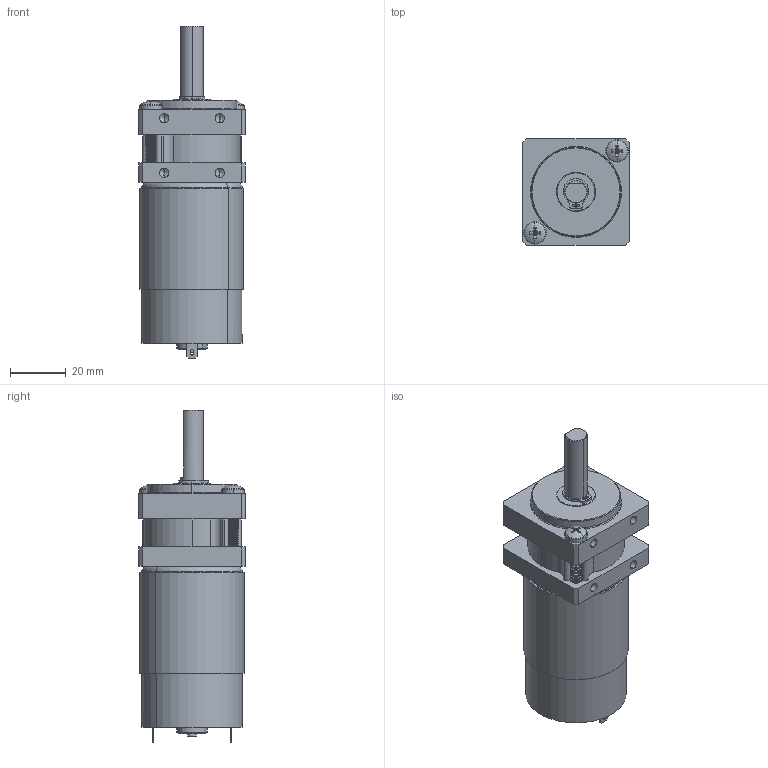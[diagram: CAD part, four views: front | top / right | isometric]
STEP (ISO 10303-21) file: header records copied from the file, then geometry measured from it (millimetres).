
FILE_DESCRIPTION (( 'STEP AP203' ), '1' );
FILE_NAME ('Orbit500_4X_MotorRS555_Step.STEP', '2018-10-22T20:10:53', ( '' ), ( '' ), 'SwSTEP 2.0', 'SolidWorks 2013', '' );
FILE_SCHEMA (( 'CONFIG_CONTROL_DESIGN' ));
Length unit declared in the file: millimetre
Products named in the file (13): Motor_SerieAK555; spring lock washer 2_din_DIN 6905-2.7-FSt; Plantaria_Colar_45dentes; pan cross head_am_B18.6.7M - M3 x 0.5 x 8 Type I Cross Recessed PHMS --8S; Planetaria_Arruela; Orbit500_4X_MotorRS555_Step; Redutor_Planet_Flange_EIXO; Planetaria_Bucha; Planetária_Eixo_8mm-Novo; Redutor_Planet_Flange_Motor; external retaining ring 8mm; Montagem_Eixo_Tampa_2; pan cross head_am_B18.6.7M - M4 x 0.7 x 25 Type I Cross Recessed PHMS --25S
Assembly tree (15 placements, depth 3):
  Orbit500_4X_MotorRS555_Step
    Redutor_Planet_Flange_Motor
    Motor_SerieAK555
    Plantaria_Colar_45dentes
    Planetaria_Arruela
    Montagem_Eixo_Tampa_2
      Redutor_Planet_Flange_EIXO
      Planetaria_Bucha
      Planetária_Eixo_8mm-Novo
      external retaining ring 8mm
    pan cross head_am_B18.6.7M - M4 x 0.7 x 25 Type I Cross Recessed PHMS --25S  x2
    spring lock washer 2_din_DIN 6905-2.7-FSt  x2
    pan cross head_am_B18.6.7M - M3 x 0.5 x 8 Type I Cross Recessed PHMS --8S  x2
Bounding box: 38.1 x 38.1 x 118.8 mm (x, y, z)
Volume: 87858.1 mm3; surface area: 29632.7 mm2
Topology: 14 solids, 14 shells, 1098 faces, 2780 edges, 1737 vertices
Faces by surface type: cone 467, cylinder 405, plane 174, torus 44, sphere 8
Entity records: 23860 total; most frequent: DIRECTION 4377, CARTESIAN_POINT 3892, ORIENTED_EDGE 3652, EDGE_CURVE 1826, AXIS2_PLACEMENT_3D 1808, VERTEX_POINT 1153, CIRCLE 1051, EDGE_LOOP 811
